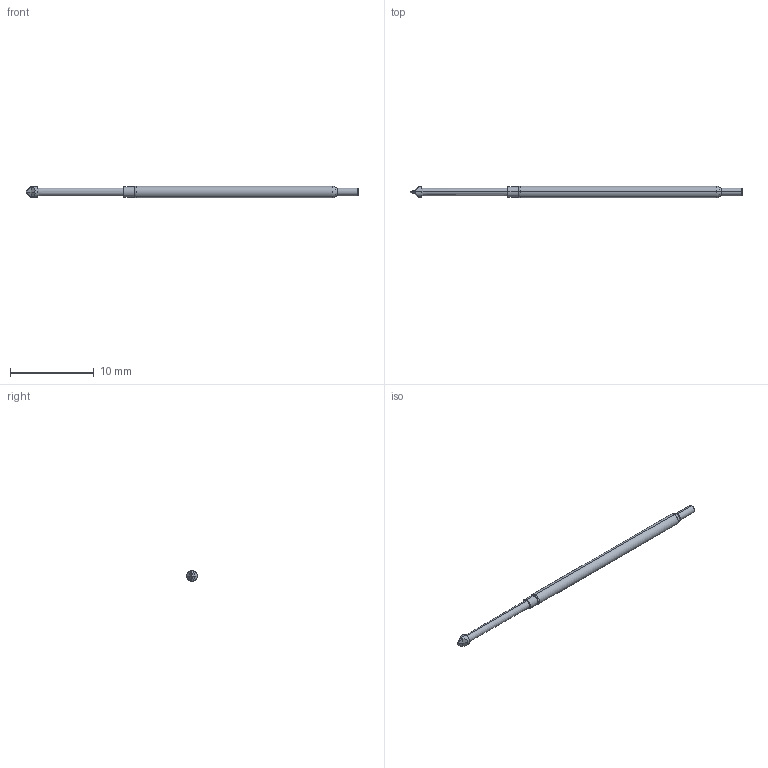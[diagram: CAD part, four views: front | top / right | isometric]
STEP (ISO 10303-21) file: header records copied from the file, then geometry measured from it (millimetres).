
FILE_DESCRIPTION (( 'STEP AP214' ), '1' );
FILE_NAME ('X75-PRP4071_-S.STEP', '2016-04-19T14:53:22', ( 'spare' ), ( '' ), 'SwSTEP 2.0', 'SolidWorks 2016', '' );
FILE_SCHEMA (( 'AUTOMOTIVE_DESIGN' ));
Length unit declared in the file: inch
Products named in the file (1): X75-PRP4071_-S
Bounding box: 39.62 x 1.37 x 1.37 mm (x, y, z)
Volume: 46.5 mm3; surface area: 151.8 mm2
Topology: 1 solids, 1 shells, 39 faces, 78 edges, 42 vertices
Faces by surface type: plane 15, cone 8, cylinder 8, torus 8
Entity records: 1533 total; most frequent: DIRECTION 184, CARTESIAN_POINT 184, ORIENTED_EDGE 156, EDGE_CURVE 78, AXIS2_PLACEMENT_3D 74, DIMENSIONAL_EXPONENTS 42, UNCERTAINTY_MEASURE_WITH_UNIT 42, LENGTH_MEASURE_WITH_UNIT 42
